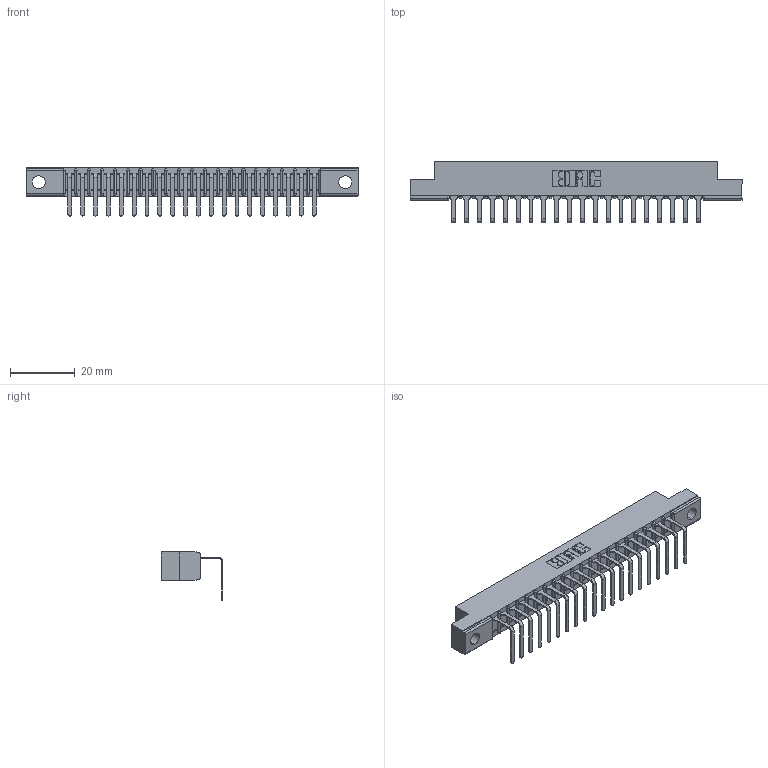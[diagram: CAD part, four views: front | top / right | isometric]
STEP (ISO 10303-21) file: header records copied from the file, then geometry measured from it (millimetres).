
FILE_DESCRIPTION (( 'STEP AP203' ), '1' );
FILE_NAME ('307-020-558-104.STEP', '2019-09-04T13:14:54', ( '' ), ( '' ), 'SwSTEP 2.0', 'SolidWorks 2016', '' );
FILE_SCHEMA (( 'CONFIG_CONTROL_DESIGN' ));
Length unit declared in the file: inch
Products named in the file (3): 307-020-558-104; 307 Part_.156 Dia Mounting Holes; 307-290-001_558 - 2 (Single)
Assembly tree (21 placements, depth 2):
  307-020-558-104
    307 Part_.156 Dia Mounting Holes
    307-290-001_558 - 2 (Single)  x20
Bounding box: 102.26 x 18.96 x 14.81 mm (x, y, z)
Volume: 6446 mm3; surface area: 10338.2 mm2
Topology: 21 solids, 21 shells, 1353 faces, 3839 edges, 2474 vertices
Faces by surface type: plane 864, cylinder 447, sphere 42
Entity records: 20380 total; most frequent: CARTESIAN_POINT 3430, ORIENTED_EDGE 3414, DIRECTION 3341, EDGE_CURVE 1707, VECTOR 1307, LINE 1307, VERTEX_POINT 1106, AXIS2_PLACEMENT_3D 1017
